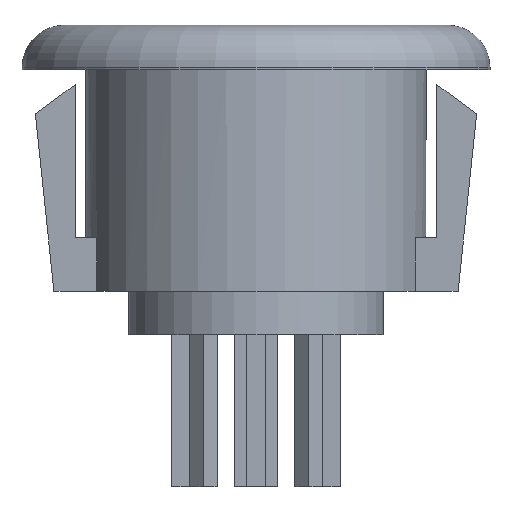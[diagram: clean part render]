
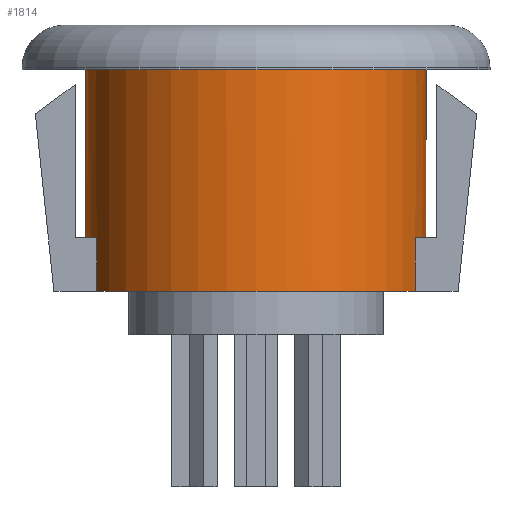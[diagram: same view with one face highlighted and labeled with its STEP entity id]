
A CAD part, front view. The second image highlights one B-rep face of the part: STEP entity #1814.
In plain terms, the highlighted cylindrical face has radius 8 mm (diameter 16 mm), a full revolution.
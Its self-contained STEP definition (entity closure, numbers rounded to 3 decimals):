
#84=CIRCLE('',#1941,8.);
#85=CIRCLE('',#1947,8.);
#86=CIRCLE('',#1948,8.);
#88=CIRCLE('',#1953,8.);
#89=CIRCLE('',#1954,8.);
#90=CIRCLE('',#1959,8.);
#107=CYLINDRICAL_SURFACE('',#1958,8.);
#202=FACE_OUTER_BOUND('',#304,.T.);
#304=EDGE_LOOP('',(#1547,#1548,#1549,#1550,#1551,#1552,#1553,#1554,#1555,
#1556,#1557,#1558));
#497=LINE('',#2866,#706);
#505=LINE('',#2884,#714);
#516=LINE('',#2912,#725);
#521=LINE('',#2922,#730);
#529=LINE('',#2943,#738);
#706=VECTOR('',#2356,10.);
#714=VECTOR('',#2370,10.);
#725=VECTOR('',#2397,10.);
#730=VECTOR('',#2404,10.);
#738=VECTOR('',#2428,8.);
#874=VERTEX_POINT('',#2864);
#875=VERTEX_POINT('',#2865);
#880=VERTEX_POINT('',#2877);
#882=VERTEX_POINT('',#2883);
#886=VERTEX_POINT('',#2899);
#889=VERTEX_POINT('',#2905);
#891=VERTEX_POINT('',#2911);
#895=VERTEX_POINT('',#2921);
#899=VERTEX_POINT('',#2931);
#900=VERTEX_POINT('',#2941);
#1103=EDGE_CURVE('',#874,#875,#497,.T.);
#1109=EDGE_CURVE('',#880,#874,#84,.T.);
#1112=EDGE_CURVE('',#882,#880,#505,.T.);
#1120=EDGE_CURVE('',#886,#882,#85,.T.);
#1124=EDGE_CURVE('',#875,#889,#86,.T.);
#1126=EDGE_CURVE('',#889,#891,#516,.T.);
#1131=EDGE_CURVE('',#895,#886,#521,.T.);
#1136=EDGE_CURVE('',#891,#899,#88,.T.);
#1138=EDGE_CURVE('',#899,#895,#89,.T.);
#1141=EDGE_CURVE('',#900,#900,#90,.T.);
#1142=EDGE_CURVE('',#900,#899,#529,.T.);
#1547=ORIENTED_EDGE('',*,*,#1141,.F.);
#1548=ORIENTED_EDGE('',*,*,#1142,.T.);
#1549=ORIENTED_EDGE('',*,*,#1138,.T.);
#1550=ORIENTED_EDGE('',*,*,#1131,.T.);
#1551=ORIENTED_EDGE('',*,*,#1120,.T.);
#1552=ORIENTED_EDGE('',*,*,#1112,.T.);
#1553=ORIENTED_EDGE('',*,*,#1109,.T.);
#1554=ORIENTED_EDGE('',*,*,#1103,.T.);
#1555=ORIENTED_EDGE('',*,*,#1124,.T.);
#1556=ORIENTED_EDGE('',*,*,#1126,.T.);
#1557=ORIENTED_EDGE('',*,*,#1136,.T.);
#1558=ORIENTED_EDGE('',*,*,#1142,.F.);
#1814=ADVANCED_FACE('',(#202),#107,.T.);
#1941=AXIS2_PLACEMENT_3D('',#2878,#2364,#2365);
#1947=AXIS2_PLACEMENT_3D('',#2900,#2386,#2387);
#1948=AXIS2_PLACEMENT_3D('',#2907,#2391,#2392);
#1953=AXIS2_PLACEMENT_3D('',#2932,#2411,#2412);
#1954=AXIS2_PLACEMENT_3D('',#2934,#2414,#2415);
#1958=AXIS2_PLACEMENT_3D('',#2940,#2424,#2425);
#1959=AXIS2_PLACEMENT_3D('',#2942,#2426,#2427);
#2356=DIRECTION('',(0.,0.,-1.));
#2364=DIRECTION('center_axis',(0.,0.,1.));
#2365=DIRECTION('ref_axis',(1.,0.,0.));
#2370=DIRECTION('',(0.,0.,1.));
#2386=DIRECTION('center_axis',(0.,0.,1.));
#2387=DIRECTION('ref_axis',(1.,0.,0.));
#2391=DIRECTION('center_axis',(0.,0.,1.));
#2392=DIRECTION('ref_axis',(1.,0.,0.));
#2397=DIRECTION('',(0.,0.,1.));
#2404=DIRECTION('',(0.,0.,-1.));
#2411=DIRECTION('center_axis',(0.,0.,1.));
#2412=DIRECTION('ref_axis',(1.,0.,0.));
#2414=DIRECTION('center_axis',(0.,0.,1.));
#2415=DIRECTION('ref_axis',(1.,0.,0.));
#2424=DIRECTION('center_axis',(0.,0.,1.));
#2425=DIRECTION('ref_axis',(1.,0.,0.));
#2426=DIRECTION('center_axis',(0.,0.,1.));
#2427=DIRECTION('ref_axis',(1.,0.,0.));
#2428=DIRECTION('',(0.,0.,-1.));
#2864=CARTESIAN_POINT('',(7.494,2.8,4.55));
#2865=CARTESIAN_POINT('',(7.494,2.8,2.05));
#2866=CARTESIAN_POINT('',(7.494,2.8,7.25));
#2877=CARTESIAN_POINT('',(7.494,-2.8,4.55));
#2878=CARTESIAN_POINT('Origin',(0.,0.,4.55));
#2883=CARTESIAN_POINT('',(7.494,-2.8,2.05));
#2884=CARTESIAN_POINT('',(7.494,-2.8,7.25));
#2899=CARTESIAN_POINT('',(-7.494,-2.8,2.05));
#2900=CARTESIAN_POINT('Origin',(0.,0.,2.05));
#2905=CARTESIAN_POINT('',(-7.494,2.8,2.05));
#2907=CARTESIAN_POINT('Origin',(0.,0.,2.05));
#2911=CARTESIAN_POINT('',(-7.494,2.8,4.55));
#2912=CARTESIAN_POINT('',(-7.494,2.8,7.25));
#2921=CARTESIAN_POINT('',(-7.494,-2.8,4.55));
#2922=CARTESIAN_POINT('',(-7.494,-2.8,7.25));
#2931=CARTESIAN_POINT('',(-8.,0.,4.55));
#2932=CARTESIAN_POINT('Origin',(0.,0.,4.55));
#2934=CARTESIAN_POINT('Origin',(0.,0.,4.55));
#2940=CARTESIAN_POINT('Origin',(0.,0.,7.25));
#2941=CARTESIAN_POINT('',(-8.,0.,12.45));
#2942=CARTESIAN_POINT('Origin',(0.,0.,12.45));
#2943=CARTESIAN_POINT('',(-8.,0.,7.25));
